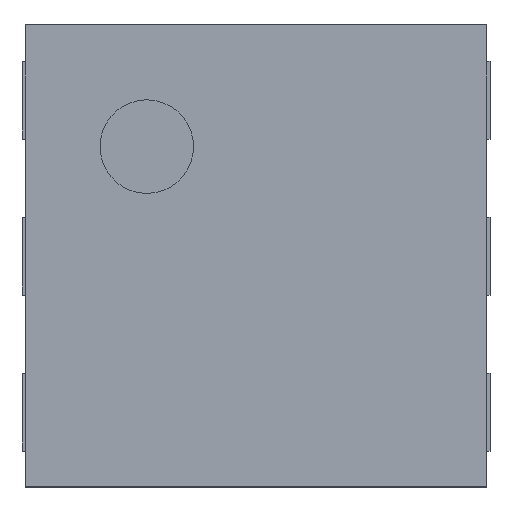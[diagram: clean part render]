
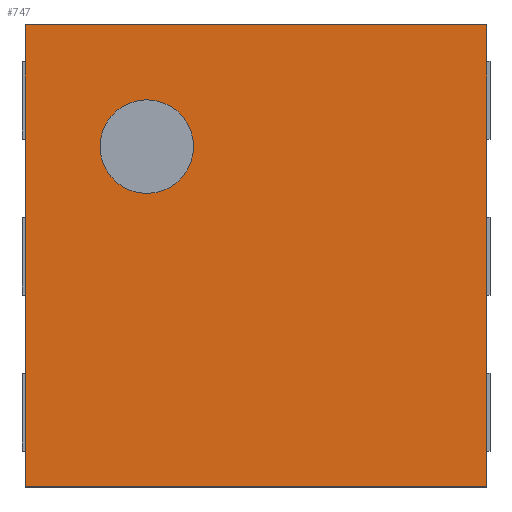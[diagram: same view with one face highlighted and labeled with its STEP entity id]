
A CAD part, top view. The second image highlights one B-rep face of the part: STEP entity #747.
In plain terms, the highlighted planar face has unit normal (0, 0, 1).
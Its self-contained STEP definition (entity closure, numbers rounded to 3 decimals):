
#12=DIRECTION('',(0.,0.,1.));
#147=VECTOR('',#148,1.);
#148=DIRECTION('',(0.,-1.,0.));
#154=VECTOR('',#155,1.);
#155=DIRECTION('',(1.,0.,0.));
#294=VERTEX_POINT('',#295);
#295=CARTESIAN_POINT('',(0.74,0.74,0.77));
#298=EDGE_CURVE('',#294,#299,#301,.T.);
#299=VERTEX_POINT('',#300);
#300=CARTESIAN_POINT('',(0.74,-0.74,0.77));
#301=LINE('',#295,#147);
#355=VERTEX_POINT('',#356);
#356=CARTESIAN_POINT('',(-0.74,0.74,0.77));
#359=ORIENTED_EDGE('',*,*,#360,.F.);
#360=EDGE_CURVE('',#355,#294,#361,.T.);
#361=LINE('',#356,#154);
#369=ORIENTED_EDGE('',*,*,#370,.T.);
#370=EDGE_CURVE('',#355,#371,#373,.T.);
#371=VERTEX_POINT('',#372);
#372=CARTESIAN_POINT('',(-0.74,-0.74,0.77));
#373=LINE('',#356,#147);
#743=EDGE_CURVE('',#371,#299,#744,.T.);
#744=LINE('',#372,#154);
#747=ADVANCED_FACE('',(#748,#752),#762,.T.);
#748=FACE_BOUND('',#749,.T.);
#749=EDGE_LOOP('',(#359,#369,#750,#751));
#750=ORIENTED_EDGE('',*,*,#743,.T.);
#751=ORIENTED_EDGE('',*,*,#298,.F.);
#752=FACE_BOUND('',#753,.T.);
#753=EDGE_LOOP('',(#754));
#754=ORIENTED_EDGE('',*,*,#755,.T.);
#755=EDGE_CURVE('',#756,#756,#758,.T.);
#756=VERTEX_POINT('',#757);
#757=CARTESIAN_POINT('',(-0.35,0.2,0.77));
#758=CIRCLE('',#759,0.15);
#759=AXIS2_PLACEMENT_3D('',#760,#761,#148);
#760=CARTESIAN_POINT('',(-0.35,0.35,0.77));
#761=DIRECTION('',(0.,-0.,-1.));
#762=PLANE('',#763);
#763=AXIS2_PLACEMENT_3D('',#356,#12,#148);
